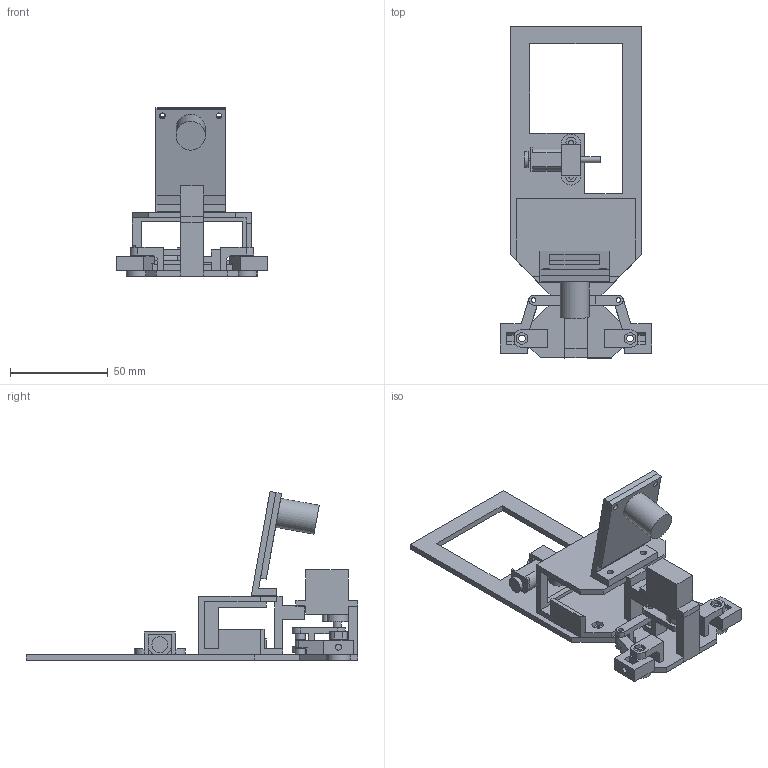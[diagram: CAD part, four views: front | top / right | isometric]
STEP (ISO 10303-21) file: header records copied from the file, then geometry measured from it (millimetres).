
FILE_DESCRIPTION(/* description */ (''),/* implementation_level */ '2;1');
FILE_NAME(/* name */ 'Робот WRO 2 v9.step',/* time_stamp */ '2022-05-01T17:22:53+03:00',/* author */ (''),/* organization */ (''),/* preprocessor_version */ 'ST-DEVELOPER v18.1',/* originating_system */ 'Autodesk Translation Framework v10.14.0.1471',/* authorisation */ '');
FILE_SCHEMA (('AUTOMOTIVE_DESIGN { 1 0 10303 214 3 1 1 }'));
Length unit declared in the file: millimetre
Products named in the file (12): Робот WRO 2; Серво; Качалка; ДВИГ; MAIN; Тяга; Тяга (1); Кулак; Кулак (1); Камера; Держатель камеры; Кронштеин
Assembly tree (11 placements, depth 2):
  Робот WRO 2
    Серво
    Качалка
    ДВИГ
    MAIN
    Тяга
    Тяга (1)
    Кулак
    Кулак (1)
    Камера
    Держатель камеры
    Кронштеин
Bounding box: 77.4 x 170 x 86.52 mm (x, y, z)
Volume: 73761 mm3; surface area: 53086.8 mm2
Topology: 12 solids, 12 shells, 350 faces, 932 edges, 617 vertices
Faces by surface type: plane 279, cylinder 69, bspline 2
Full cylindrical faces by diameter (mm): 1 x1, 2.4 x10, 3 x3, 3.2 x11, 3.4 x4, 3.6 x2, 4 x2, 8 x1, 15 x1
Entity records: 11386 total; most frequent: CARTESIAN_POINT 1956, ORIENTED_EDGE 1864, DIRECTION 1823, EDGE_CURVE 932, LINE 783, VECTOR 783, VERTEX_POINT 617, AXIS2_PLACEMENT_3D 520
